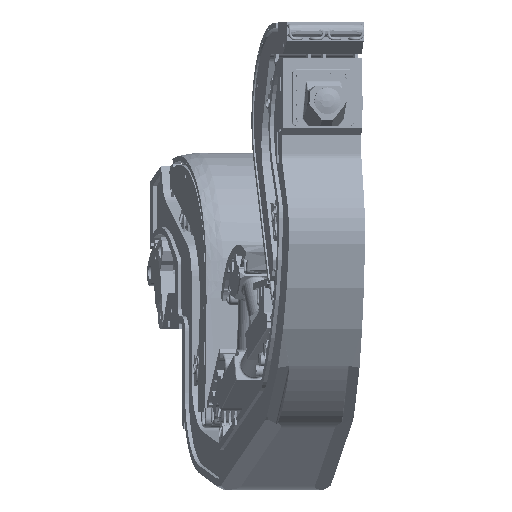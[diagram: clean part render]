
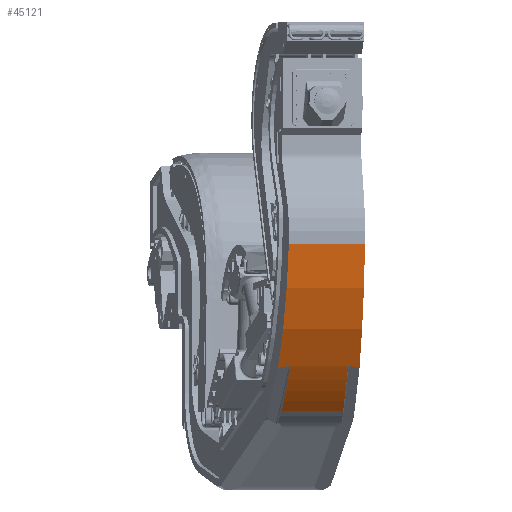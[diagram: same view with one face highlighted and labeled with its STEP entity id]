
A CAD part, left-side view. The second image highlights one B-rep face of the part: STEP entity #45121.
In plain terms, the highlighted cylindrical face has radius 1485 mm (diameter 2970 mm), a partial arc.
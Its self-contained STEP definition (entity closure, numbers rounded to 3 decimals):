
#34140=ELLIPSE('',#110751,1506.303,1485.);
#34145=ELLIPSE('',#110760,1506.303,1485.);
#34173=ELLIPSE('',#111087,36118.915,1485.);
#34208=ELLIPSE('',#111189,36118.915,1485.);
#34209=ELLIPSE('',#111190,1487.517,1485.);
#34210=ELLIPSE('',#111191,1487.517,1485.);
#34438=B_SPLINE_CURVE_WITH_KNOTS('',3,(#143464,#143465,#143466,#143467,
#143468,#143469,#143470,#143471,#143472,#143473,#143474,#143475),
 .UNSPECIFIED.,.F.,.F.,(4,2,2,2,2,4),(0.,0.5,0.75,
0.875,0.937,1.),.UNSPECIFIED.);
#34439=B_SPLINE_CURVE_WITH_KNOTS('',3,(#143507,#143508,#143509,#143510,
#143511,#143512,#143513,#143514,#143515,#143516,#143517,#143518),
 .UNSPECIFIED.,.F.,.F.,(4,2,2,2,2,4),(0.,0.5,0.75,
0.875,0.938,1.),.UNSPECIFIED.);
#36216=CYLINDRICAL_SURFACE('',#111192,1485.);
#45121=ADVANCED_FACE('',(#51408),#36216,.T.);
#51408=FACE_OUTER_BOUND('',#55230,.T.);
#55230=EDGE_LOOP('',(#65240,#65241,#65242,#65243,#65244,#65245,#65246,#65247,
#65248,#65249));
#65240=ORIENTED_EDGE('',*,*,#90582,.T.);
#65241=ORIENTED_EDGE('',*,*,#90142,.F.);
#65242=ORIENTED_EDGE('',*,*,#90140,.T.);
#65243=ORIENTED_EDGE('',*,*,#90152,.F.);
#65244=ORIENTED_EDGE('',*,*,#90154,.F.);
#65245=ORIENTED_EDGE('',*,*,#90158,.T.);
#65246=ORIENTED_EDGE('',*,*,#90743,.F.);
#65247=ORIENTED_EDGE('',*,*,#90744,.F.);
#65248=ORIENTED_EDGE('',*,*,#90740,.T.);
#65249=ORIENTED_EDGE('',*,*,#90745,.T.);
#82369=VERTEX_POINT('',#143459);
#82370=VERTEX_POINT('',#143461);
#82371=VERTEX_POINT('',#143476);
#82378=VERTEX_POINT('',#143494);
#82380=VERTEX_POINT('',#143499);
#82382=VERTEX_POINT('',#143506);
#82666=VERTEX_POINT('',#144435);
#82753=VERTEX_POINT('',#144975);
#82754=VERTEX_POINT('',#144976);
#82755=VERTEX_POINT('',#144981);
#90140=EDGE_CURVE('',#82370,#82369,#34140,.T.);
#90142=EDGE_CURVE('',#82370,#82371,#34438,.T.);
#90152=EDGE_CURVE('',#82378,#82369,#99581,.T.);
#90154=EDGE_CURVE('',#82380,#82378,#34145,.T.);
#90158=EDGE_CURVE('',#82380,#82382,#34439,.T.);
#90582=EDGE_CURVE('',#82666,#82371,#34173,.T.);
#90740=EDGE_CURVE('',#82753,#82754,#99990,.T.);
#90743=EDGE_CURVE('',#82755,#82382,#34208,.T.);
#90744=EDGE_CURVE('',#82753,#82755,#34209,.T.);
#90745=EDGE_CURVE('',#82754,#82666,#34210,.T.);
#99581=LINE('',#143495,#104976);
#99990=LINE('',#144974,#105385);
#104976=VECTOR('',#121623,1.);
#105385=VECTOR('',#122886,1.);
#110751=AXIS2_PLACEMENT_3D('',#143460,#121601,#121602);
#110760=AXIS2_PLACEMENT_3D('',#143500,#121627,#121628);
#111087=AXIS2_PLACEMENT_3D('',#144434,#122578,#122579);
#111189=AXIS2_PLACEMENT_3D('',#144980,#122893,#122894);
#111190=AXIS2_PLACEMENT_3D('',#144982,#122895,#122896);
#111191=AXIS2_PLACEMENT_3D('',#144983,#122897,#122898);
#111192=AXIS2_PLACEMENT_3D('',#144984,#122899,#122900);
#121601=DIRECTION('',(0.313,-0.946,0.086));
#121602=DIRECTION('',(0.804,0.312,0.507));
#121623=DIRECTION('',(-0.174,0.985,0.));
#121627=DIRECTION('',(0.03,-0.996,-0.086));
#121628=DIRECTION('',(-0.862,0.018,-0.507));
#122578=DIRECTION('',(0.688,0.163,0.707));
#122579=DIRECTION('',(-0.202,0.979,-0.029));
#122886=DIRECTION('',(-0.174,0.985,0.));
#122893=DIRECTION('',(-0.702,-0.082,-0.707));
#122894=DIRECTION('',(-0.145,0.989,0.029));
#122895=DIRECTION('',(0.116,-0.993,0.));
#122896=DIRECTION('',(-0.993,-0.116,0.));
#122897=DIRECTION('',(0.231,-0.973,0.));
#122898=DIRECTION('',(0.973,0.231,0.));
#122899=DIRECTION('',(-0.174,0.985,0.));
#122900=DIRECTION('',(-0.985,-0.174,0.));
#143459=CARTESIAN_POINT('',(4019.307,875.696,-4589.931));
#143460=CARTESIAN_POINT('',(4995.877,1295.62,-3524.7));
#143461=CARTESIAN_POINT('',(3838.078,835.699,-4371.248));
#143464=CARTESIAN_POINT('',(3838.078,835.699,-4371.248));
#143465=CARTESIAN_POINT('',(3835.843,835.259,-4367.966));
#143466=CARTESIAN_POINT('',(3833.596,834.958,-4364.673));
#143467=CARTESIAN_POINT('',(3830.187,834.944,-4359.746));
#143468=CARTESIAN_POINT('',(3829.043,835.006,-4358.102));
#143469=CARTESIAN_POINT('',(3827.316,835.376,-4355.682));
#143470=CARTESIAN_POINT('',(3826.735,835.542,-4354.877));
#143471=CARTESIAN_POINT('',(3825.876,835.987,-4353.736));
#143472=CARTESIAN_POINT('',(3825.588,836.168,-4353.361));
#143473=CARTESIAN_POINT('',(3825.053,836.711,-4352.717));
#143474=CARTESIAN_POINT('',(3824.788,837.145,-4352.44));
#143475=CARTESIAN_POINT('',(3824.759,837.642,-4352.527));
#143476=CARTESIAN_POINT('',(3824.759,837.642,-4352.527));
#143494=CARTESIAN_POINT('',(4076.415,551.828,-4589.931));
#143495=CARTESIAN_POINT('',(4047.861,713.762,-4589.931));
#143499=CARTESIAN_POINT('',(3892.436,527.427,-4371.248));
#143500=CARTESIAN_POINT('',(5137.713,491.242,-3524.7));
#143506=CARTESIAN_POINT('',(3880.585,521.045,-4352.527));
#143507=CARTESIAN_POINT('',(3892.436,527.427,-4371.248));
#143508=CARTESIAN_POINT('',(3890.185,527.076,-4367.966));
#143509=CARTESIAN_POINT('',(3887.971,526.59,-4364.673));
#143510=CARTESIAN_POINT('',(3884.762,525.438,-4359.746));
#143511=CARTESIAN_POINT('',(3883.708,524.988,-4358.102));
#143512=CARTESIAN_POINT('',(3882.212,524.049,-4355.682));
#143513=CARTESIAN_POINT('',(3881.723,523.695,-4354.877));
#143514=CARTESIAN_POINT('',(3881.069,522.983,-4353.736));
#143515=CARTESIAN_POINT('',(3880.86,522.715,-4353.361));
#143516=CARTESIAN_POINT('',(3880.543,522.021,-4352.717));
#143517=CARTESIAN_POINT('',(3880.441,521.523,-4352.44));
#143518=CARTESIAN_POINT('',(3880.585,521.045,-4352.527));
#144434=CARTESIAN_POINT('',(11187.01,-33815.325,-3524.7));
#144435=CARTESIAN_POINT('',(3821.669,895.487,-4362.86));
#144974=CARTESIAN_POINT('',(3615.687,637.556,-3709.196));
#144975=CARTESIAN_POINT('',(3651.081,436.833,-3709.196));
#144976=CARTESIAN_POINT('',(3580.294,838.279,-3709.196));
#144980=CARTESIAN_POINT('',(-1053.42,35602.187,-3524.7));
#144981=CARTESIAN_POINT('',(3897.466,465.633,-4362.86));
#144982=CARTESIAN_POINT('',(5117.092,608.191,-3524.7));
#144983=CARTESIAN_POINT('',(5016.499,1178.67,-3524.7));
#144984=CARTESIAN_POINT('',(5032.488,1087.991,-3524.7));
